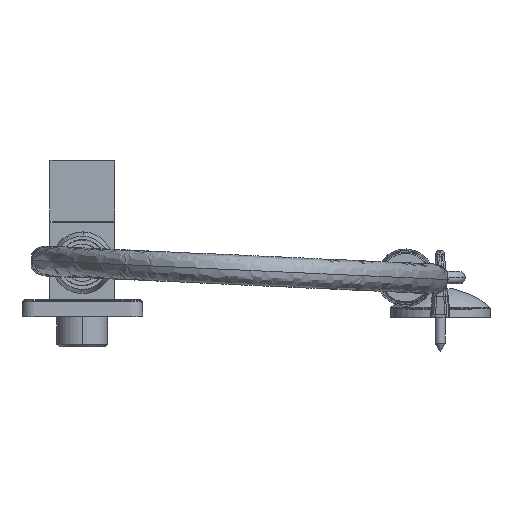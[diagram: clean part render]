
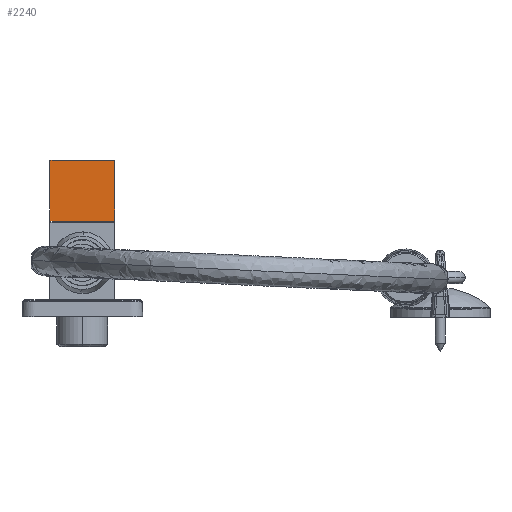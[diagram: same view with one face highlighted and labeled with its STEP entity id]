
A CAD part, front view. The second image highlights one B-rep face of the part: STEP entity #2240.
In plain terms, the highlighted planar face has unit normal (0, -1, 0).
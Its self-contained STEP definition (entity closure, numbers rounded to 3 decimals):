
#27 = LINE ( 'NONE', #4157, #1373 ) ;
#61 = VECTOR ( 'NONE', #8999, 1000. ) ;
#213 = DIRECTION ( 'NONE',  ( -1., 0., 0. ) ) ;
#1373 = VECTOR ( 'NONE', #4289, 1000. ) ;
#1467 = VERTEX_POINT ( 'NONE', #1531 ) ;
#1531 = CARTESIAN_POINT ( 'NONE',  ( 13., -13., 31.5 ) ) ;
#2240 = ADVANCED_FACE ( 'NONE', ( #11117 ), #2442, .F. ) ;
#2442 = PLANE ( 'NONE',  #6670 ) ;
#2876 = CARTESIAN_POINT ( 'NONE',  ( -13., -13., 56. ) ) ;
#3099 = VECTOR ( 'NONE', #6783, 1000. ) ;
#3444 = VERTEX_POINT ( 'NONE', #12690 ) ;
#3645 = VERTEX_POINT ( 'NONE', #2876 ) ;
#4042 = EDGE_CURVE ( 'NONE', #11443, #1467, #11084, .T. ) ;
#4157 = CARTESIAN_POINT ( 'NONE',  ( -13., -13., 31.5 ) ) ;
#4289 = DIRECTION ( 'NONE',  ( 1., 0., 0. ) ) ;
#4461 = ORIENTED_EDGE ( 'NONE', *, *, #10772, .T. ) ;
#4526 = ORIENTED_EDGE ( 'NONE', *, *, #13137, .F. ) ;
#4738 = LINE ( 'NONE', #8170, #61 ) ;
#5592 = CARTESIAN_POINT ( 'NONE',  ( -13., -13., 56. ) ) ;
#5787 = CARTESIAN_POINT ( 'NONE',  ( 13., -13., 56. ) ) ;
#6670 = AXIS2_PLACEMENT_3D ( 'NONE', #8673, #13140, #213 ) ;
#6783 = DIRECTION ( 'NONE',  ( 1., 0., 0. ) ) ;
#6786 = ORIENTED_EDGE ( 'NONE', *, *, #12363, .T. ) ;
#6852 = VECTOR ( 'NONE', #12191, 1000. ) ;
#7802 = CARTESIAN_POINT ( 'NONE',  ( 13., -13., 56. ) ) ;
#8170 = CARTESIAN_POINT ( 'NONE',  ( -13., -13., 56. ) ) ;
#8673 = CARTESIAN_POINT ( 'NONE',  ( -13., -13., 56. ) ) ;
#8999 = DIRECTION ( 'NONE',  ( 0., 0., -1. ) ) ;
#10772 = EDGE_CURVE ( 'NONE', #3444, #1467, #27, .T. ) ;
#11084 = LINE ( 'NONE', #7802, #6852 ) ;
#11117 = FACE_OUTER_BOUND ( 'NONE', #13756, .T. ) ;
#11443 = VERTEX_POINT ( 'NONE', #5787 ) ;
#12004 = ORIENTED_EDGE ( 'NONE', *, *, #4042, .F. ) ;
#12191 = DIRECTION ( 'NONE',  ( 0., 0., -1. ) ) ;
#12363 = EDGE_CURVE ( 'NONE', #3645, #3444, #4738, .T. ) ;
#12690 = CARTESIAN_POINT ( 'NONE',  ( -13., -13., 31.5 ) ) ;
#13137 = EDGE_CURVE ( 'NONE', #3645, #11443, #13197, .T. ) ;
#13140 = DIRECTION ( 'NONE',  ( 0., 1., 0. ) ) ;
#13197 = LINE ( 'NONE', #5592, #3099 ) ;
#13756 = EDGE_LOOP ( 'NONE', ( #6786, #4461, #12004, #4526 ) ) ;
